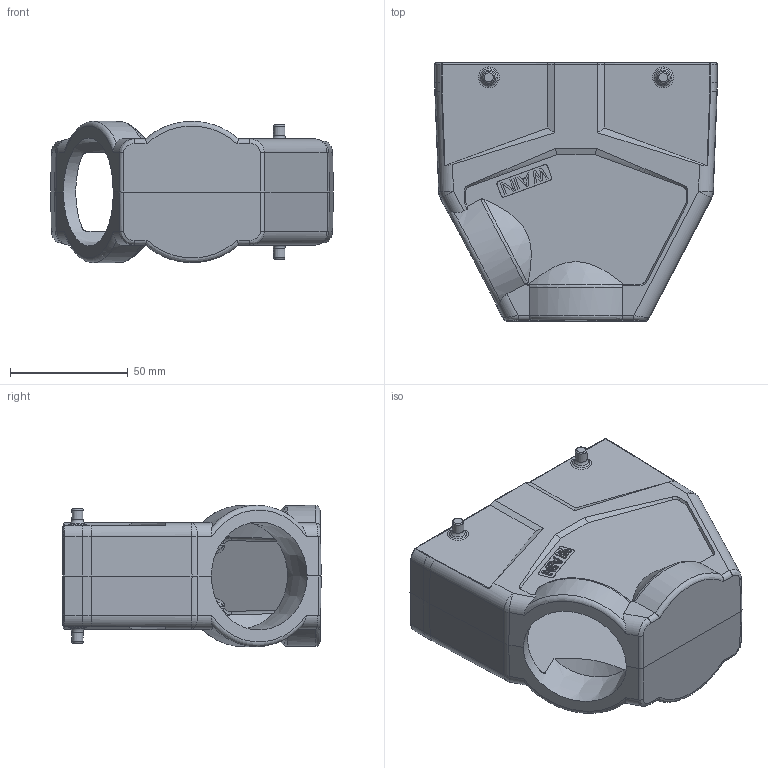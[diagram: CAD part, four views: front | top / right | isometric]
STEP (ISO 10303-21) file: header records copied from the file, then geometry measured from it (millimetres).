
FILE_DESCRIPTION(/* description */ (''),/* implementation_level */ '2;1');
FILE_NAME(/* name */ '36.stp',/* time_stamp */ '2024-01-20T17:14:25+08:00',/* author */ (''),/* organization */ (''),/* preprocessor_version */ 'ST-DEVELOPER v18.1',/* originating_system */ 'SIEMENS PLM Software NX 1980',/* authorisation */ '');
FILE_SCHEMA (('AP203_CONFIGURATION_CONTROLLED_3D_DESIGN_OF_MECHANICAL_PARTS_AND_ASSEMBLIES_MIM_LF { 1 0 10303 403 2 1 2}'));
Length unit declared in the file: millimetre
Products named in the file (1): 3D_1111245305006_W24B-SEH-4B-M50_V1.0_stp
Bounding box: 120 x 109.7 x 60 mm (x, y, z)
Volume: 157619 mm3; surface area: 65358.2 mm2
Topology: 1 solids, 1 shells, 447 faces, 1117 edges, 689 vertices
Faces by surface type: plane 212, cylinder 98, bspline 68, cone 33, torus 28, sphere 8
Entity records: 19041 total; most frequent: CARTESIAN_POINT 5979, ORIENTED_EDGE 2130, DIRECTION 1898, EDGE_CURVE 1065, VERTEX_POINT 674, AXIS2_PLACEMENT_3D 640, LINE 618, VECTOR 618
